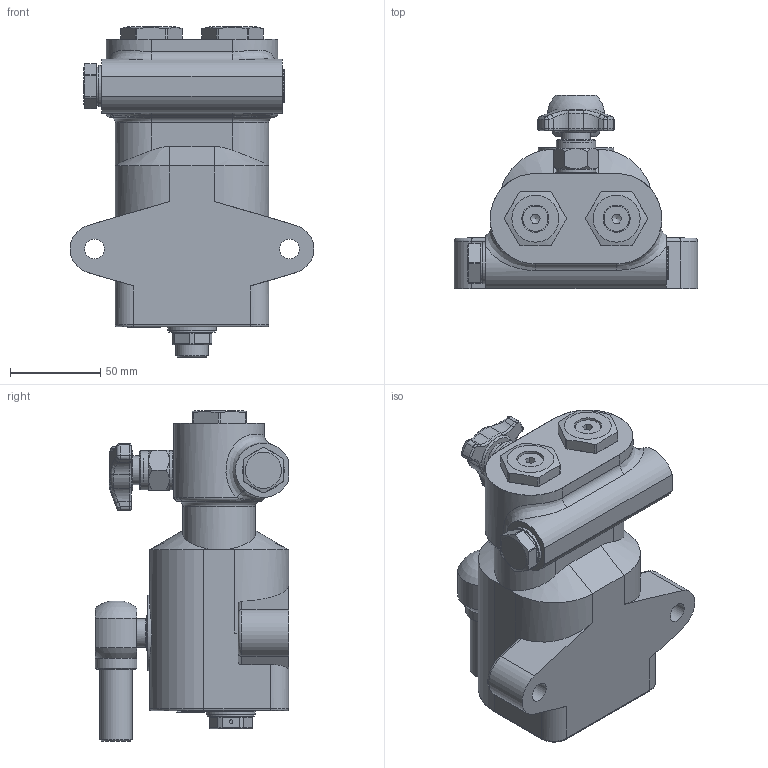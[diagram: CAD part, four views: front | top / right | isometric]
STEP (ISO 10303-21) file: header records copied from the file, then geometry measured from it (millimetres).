
FILE_DESCRIPTION((''),'2;1');
FILE_NAME('PM2P 5-10-17 (HV) STP.stp','2012-03-02T10:33:06',('Christian'),(''),'Autodesk Inventor 2010','Autodesk Inventor 2010','');
FILE_SCHEMA(('AUTOMOTIVE_DESIGN { 1 0 10303 214 1 1 1 1 }'));
Length unit declared in the file: millimetre
Products named in the file (1): 6092.0000.00.50 Bloccato
Bounding box: 134.9 x 107 x 183.1 mm (x, y, z)
Surface area: 139759.2 mm2 (no closed solid volume)
Topology: 0 solids, 12 shells, 1942 faces, 5217 edges, 3391 vertices
Faces by surface type: cylinder 665, plane 599, bspline 333, cone 270, torus 66, sphere 9
Full cylindrical faces by diameter (mm): 4.917 x2, 6 x2, 10 x2, 14 x2, 15 x1, 15.5 x1, 16 x2, 17 x1, 18 x4, 20 x2, 21 x2, 21.8 x2, 22 x2, 23 x3, 24 x4, 25 x4, 26 x1, 27 x2, 28.5 x4, 42 x1
Entity records: 67946 total; most frequent: CARTESIAN_POINT 20054, ORIENTED_EDGE 9952, DIRECTION 8925, EDGE_CURVE 4976, AXIS2_PLACEMENT_3D 3395, VERTEX_POINT 3310, EDGE_LOOP 2228, VECTOR 2135
